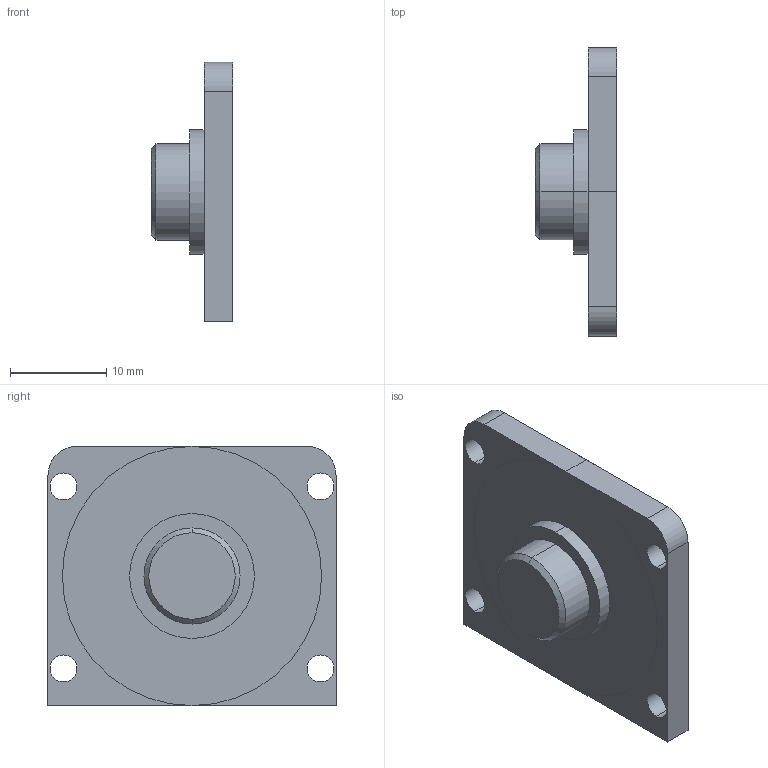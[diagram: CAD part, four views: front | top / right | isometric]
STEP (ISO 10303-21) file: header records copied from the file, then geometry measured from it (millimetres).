
FILE_DESCRIPTION (( 'STEP AP214' ), '1' );
FILE_NAME ('74532151525074984829.STEP', '2026-01-19T09:59:47', ( '' ), ( '' ), 'SwSTEP 2.0', 'SolidWorks 2025', '' );
FILE_SCHEMA (( 'AUTOMOTIVE_DESIGN' ));
Length unit declared in the file: millimetre
Products named in the file (1): 74532151525074984829
Bounding box: 8.5 x 30 x 27 mm (x, y, z)
Volume: 2854 mm3; surface area: 2954.6 mm2
Topology: 4 solids, 4 shells, 35 faces, 76 edges, 50 vertices
Faces by surface type: cylinder 18, plane 15, cone 2
Entity records: 1038 total; most frequent: DIRECTION 186, CARTESIAN_POINT 162, ORIENTED_EDGE 152, EDGE_CURVE 76, AXIS2_PLACEMENT_3D 74, VERTEX_POINT 50, EDGE_LOOP 44, CIRCLE 38
